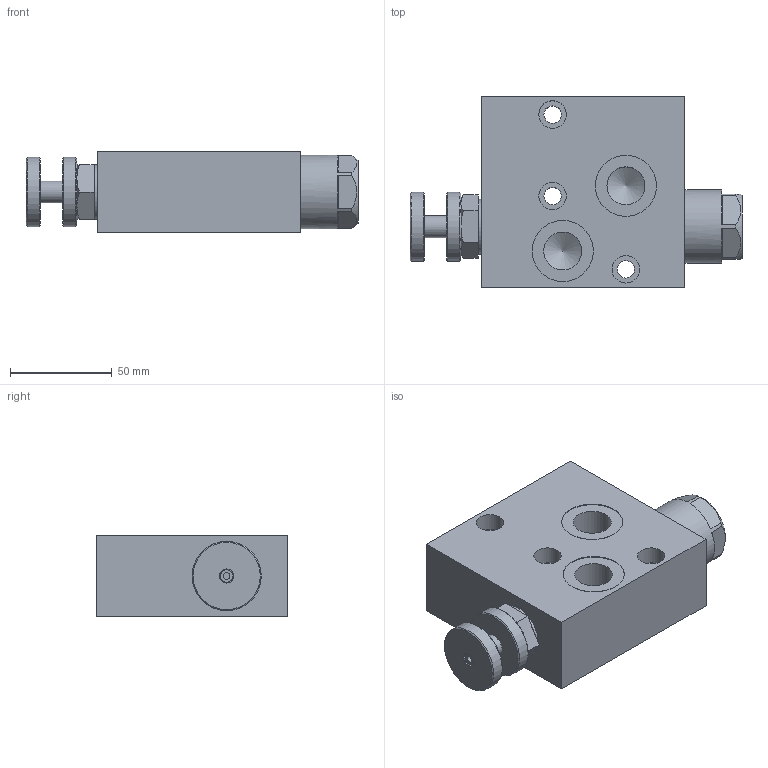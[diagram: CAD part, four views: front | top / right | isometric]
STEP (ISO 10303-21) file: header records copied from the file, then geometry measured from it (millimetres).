
FILE_DESCRIPTION(/* description */ ('Unknown'),/* implementation_level */ '2;1');
FILE_NAME(/* name */ 'v1121',/* time_stamp */ '2019-02-21T14:48:32+01:00',/* author */ ('Unknown'),/* organization */ ('Unknown'),/* preprocessor_version */ 'ST-DEVELOPER v16',/* originating_system */ 'DEX',/* authorisation */ $);
FILE_SCHEMA (('AUTOMOTIVE_DESIGN {1 0 10303 214 3 1 1}'));
Length unit declared in the file: millimetre
Products named in the file (1): v1121
Bounding box: 163 x 94 x 40 mm (x, y, z)
Volume: 398319.3 mm3; surface area: 55556.2 mm2
Topology: 6 solids, 6 shells, 143 faces, 323 edges, 207 vertices
Faces by surface type: plane 67, cylinder 44, cone 32
Full cylindrical faces by diameter (mm): 3.242 x1, 5.8 x1, 8.5 x3, 9.917 x2, 10.8 x1, 12 x1, 13.5 x3, 18.631 x2, 20 x1, 20.5 x2, 27 x3, 30 x2, 34 x2, 36 x2
Entity records: 4407 total; most frequent: CARTESIAN_POINT 1324, DIRECTION 628, ORIENTED_EDGE 568, EDGE_CURVE 284, AXIS2_PLACEMENT_3D 254, FACE_BOUND 206, VERTEX_POINT 204, EDGE_LOOP 204
